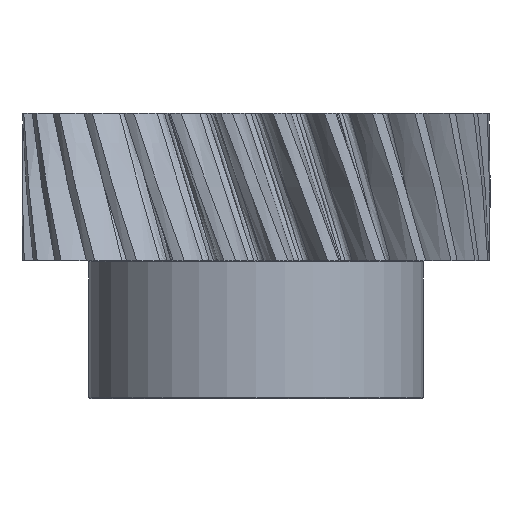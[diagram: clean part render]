
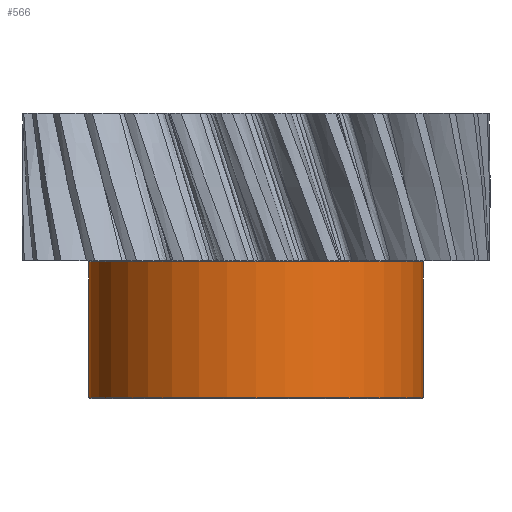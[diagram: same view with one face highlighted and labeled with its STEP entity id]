
A CAD part, front view. The second image highlights one B-rep face of the part: STEP entity #566.
In plain terms, the highlighted cylindrical face has radius 34 mm (diameter 68 mm), a partial arc.
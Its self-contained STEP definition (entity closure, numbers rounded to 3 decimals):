
#566=ADVANCED_FACE('NONE',(#1134),#1135,.T.);
#1134=FACE_OUTER_BOUND('',#11780,.T.);
#1135=CYLINDRICAL_SURFACE('',#11781,34.0);
#11780=EDGE_LOOP('',(#13144,#13145,#13146,#13147));
#11781=AXIS2_PLACEMENT_3D('',#13148,#13149,#13150);
#13144=ORIENTED_EDGE('',*,*,#13229,.F.);
#13145=ORIENTED_EDGE('',*,*,#13912,.T.);
#13146=ORIENTED_EDGE('',*,*,#13231,.T.);
#13147=ORIENTED_EDGE('',*,*,#13208,.T.);
#13148=CARTESIAN_POINT('',(0.0,0.0,-28.0));
#13149=DIRECTION('',(0.0,0.0,-1.0));
#13150=DIRECTION('',(1.0,0.0,0.0));
#13208=EDGE_CURVE('NONE',#13939,#13937,#13940,.T.);
#13229=EDGE_CURVE('NONE',#13964,#13937,#13973,.T.);
#13231=EDGE_CURVE('NONE',#13966,#13939,#13975,.T.);
#13912=EDGE_CURVE('NONE',#13964,#13966,#14992,.T.);
#13937=VERTEX_POINT('NONE',#15044);
#13939=VERTEX_POINT('NONE',#15046);
#13940=CIRCLE('',#15047,34.0);
#13964=VERTEX_POINT('NONE',#15075);
#13966=VERTEX_POINT('NONE',#15078);
#13973=LINE('',#15088,#15089);
#13975=LINE('',#15091,#15092);
#14992=CIRCLE('',#19096,34.0);
#15044=CARTESIAN_POINT('',(-34.0,0.,-0.2));
#15046=CARTESIAN_POINT('',(34.0,0.0,-0.2));
#15047=AXIS2_PLACEMENT_3D('',#19118,#19119,#19120);
#15075=CARTESIAN_POINT('',(-34.0,0.,-27.8));
#15078=CARTESIAN_POINT('',(34.0,0.0,-27.8));
#15088=CARTESIAN_POINT('',(-34.0,0.,-28.0));
#15089=VECTOR('',#19150,1000.0);
#15091=CARTESIAN_POINT('',(34.0,0.0,-28.0));
#15092=VECTOR('',#19154,1000.0);
#19096=AXIS2_PLACEMENT_3D('',#19579,#19580,#19581);
#19118=CARTESIAN_POINT('',(0.0,0.0,-0.2));
#19119=DIRECTION('',(0.0,0.0,-1.0));
#19120=DIRECTION('',(1.0,0.0,0.0));
#19150=DIRECTION('',(0.0,0.0,1.0));
#19154=DIRECTION('',(0.0,0.0,1.0));
#19579=CARTESIAN_POINT('',(0.0,0.0,-27.8));
#19580=DIRECTION('',(0.0,-0.0,1.0));
#19581=DIRECTION('',(1.0,0.0,0.0));
